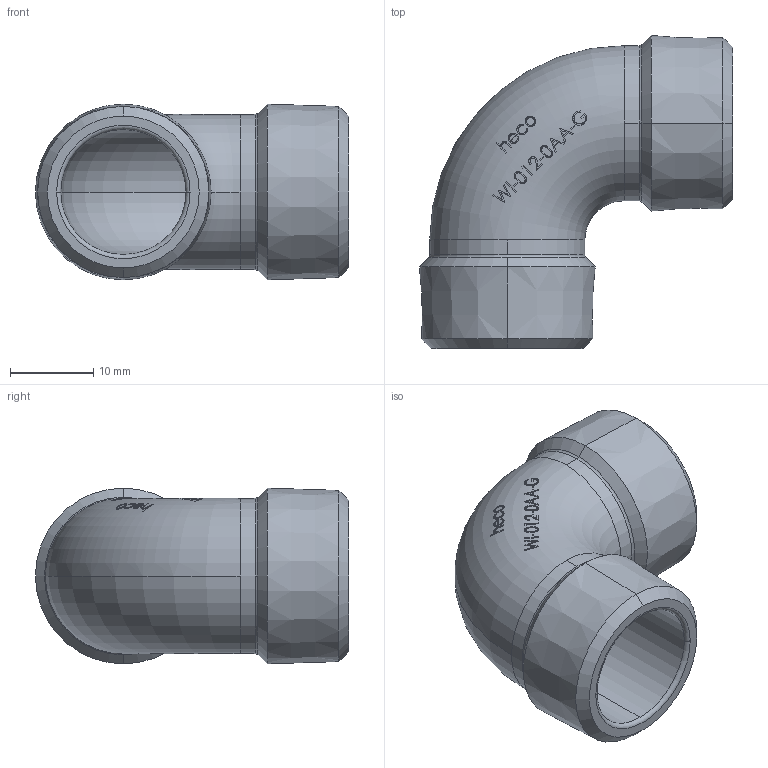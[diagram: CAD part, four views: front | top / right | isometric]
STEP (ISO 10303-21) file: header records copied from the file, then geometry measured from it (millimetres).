
FILE_DESCRIPTION (( 'STEP AP214' ), '1' );
FILE_NAME ('WI-012-0AA-x Winkel.STEP', '2018-06-12T11:13:14', ( '' ), ( '' ), 'SwSTEP 2.0', 'SolidWorks 2016', '' );
FILE_SCHEMA (( 'AUTOMOTIVE_DESIGN' ));
Length unit declared in the file: millimetre
Products named in the file (1): WI-012-0AA-x Winkel
Bounding box: 37.53 x 37.53 x 21.06 mm (x, y, z)
Volume: 5867.2 mm3; surface area: 5469.7 mm2
Topology: 1 solids, 1 shells, 204 faces, 526 edges, 346 vertices
Faces by surface type: plane 82, bspline 68, torus 34, cone 12, cylinder 8
Entity records: 11789 total; most frequent: CARTESIAN_POINT 5700, ORIENTED_EDGE 1052, DIRECTION 566, EDGE_CURVE 526, VERTEX_POINT 346, B_SPLINE_CURVE_WITH_KNOTS 296, EDGE_LOOP 228, FACE_OUTER_BOUND 204
